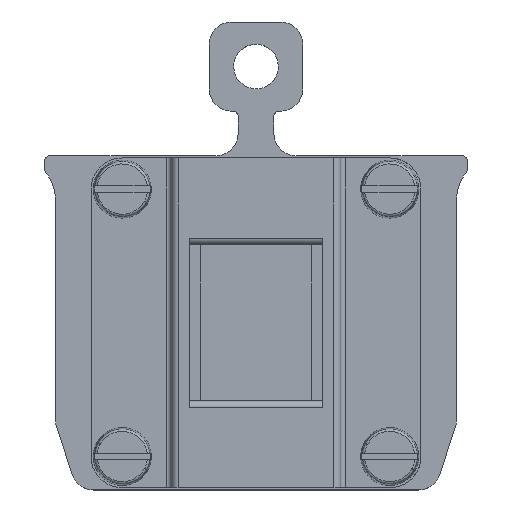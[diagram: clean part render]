
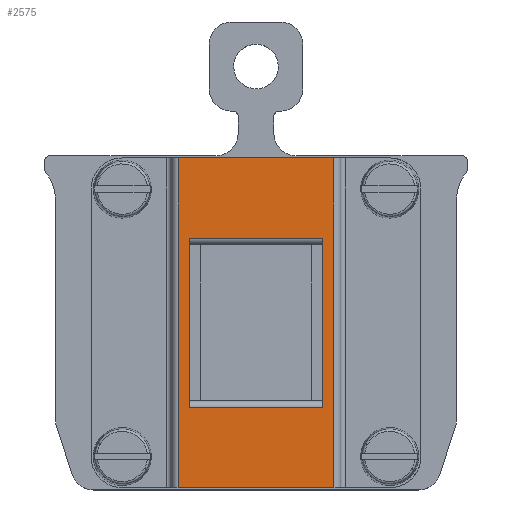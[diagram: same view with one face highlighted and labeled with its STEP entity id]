
A CAD part, top view. The second image highlights one B-rep face of the part: STEP entity #2575.
In plain terms, the highlighted planar face has unit normal (0, 0, 1).
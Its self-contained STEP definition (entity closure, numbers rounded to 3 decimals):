
#2556=AXIS2_PLACEMENT_3D('Plane Axis2P3D',#2553,#2554,#2555) ;
#2095=CARTESIAN_POINT('Vertex',(3.5,-7.4,0.1)) ;
#2126=CARTESIAN_POINT('Vertex',(3.5,7.4,0.1)) ;
#2174=CARTESIAN_POINT('Vertex',(-3.,3.8,0.1)) ;
#2230=CARTESIAN_POINT('Vertex',(3.,3.8,0.1)) ;
#2254=CARTESIAN_POINT('Vertex',(3.,-3.8,0.1)) ;
#2310=CARTESIAN_POINT('Vertex',(-3.,-3.8,0.1)) ;
#2335=CARTESIAN_POINT('Line Origine',(0.,3.8,0.1)) ;
#2352=CARTESIAN_POINT('Line Origine',(3.5,0.,0.1)) ;
#2374=CARTESIAN_POINT('Line Origine',(0.,-3.8,0.1)) ;
#2413=CARTESIAN_POINT('Line Origine',(0.,-7.4,0.1)) ;
#2417=CARTESIAN_POINT('Vertex',(-3.5,-7.4,0.1)) ;
#2444=CARTESIAN_POINT('Line Origine',(0.,7.4,0.1)) ;
#2448=CARTESIAN_POINT('Vertex',(-3.5,7.4,0.1)) ;
#2492=CARTESIAN_POINT('Line Origine',(-3.,0.,0.1)) ;
#2519=CARTESIAN_POINT('Line Origine',(3.,0.,0.1)) ;
#2553=CARTESIAN_POINT('Axis2P3D Location',(0.,0.,0.1)) ;
#2558=CARTESIAN_POINT('Line Origine',(-3.5,0.,0.1)) ;
#2336=DIRECTION('Vector Direction',(1.,0.,0.)) ;
#2353=DIRECTION('Vector Direction',(0.,1.,0.)) ;
#2375=DIRECTION('Vector Direction',(-1.,0.,0.)) ;
#2414=DIRECTION('Vector Direction',(1.,0.,0.)) ;
#2445=DIRECTION('Vector Direction',(1.,0.,0.)) ;
#2493=DIRECTION('Vector Direction',(0.,1.,0.)) ;
#2520=DIRECTION('Vector Direction',(0.,1.,0.)) ;
#2554=DIRECTION('Axis2P3D Direction',(0.,0.,1.)) ;
#2555=DIRECTION('Axis2P3D XDirection',(1.,0.,0.)) ;
#2559=DIRECTION('Vector Direction',(0.,1.,0.)) ;
#2337=VECTOR('Line Direction',#2336,1.) ;
#2354=VECTOR('Line Direction',#2353,1.) ;
#2376=VECTOR('Line Direction',#2375,1.) ;
#2415=VECTOR('Line Direction',#2414,1.) ;
#2446=VECTOR('Line Direction',#2445,1.) ;
#2494=VECTOR('Line Direction',#2493,1.) ;
#2521=VECTOR('Line Direction',#2520,1.) ;
#2560=VECTOR('Line Direction',#2559,1.) ;
#2564=ORIENTED_EDGE('',*,*,#2356,.T.) ;
#2565=ORIENTED_EDGE('',*,*,#2450,.F.) ;
#2566=ORIENTED_EDGE('',*,*,#2562,.F.) ;
#2567=ORIENTED_EDGE('',*,*,#2419,.T.) ;
#2570=ORIENTED_EDGE('',*,*,#2339,.T.) ;
#2571=ORIENTED_EDGE('',*,*,#2523,.F.) ;
#2572=ORIENTED_EDGE('',*,*,#2378,.F.) ;
#2573=ORIENTED_EDGE('',*,*,#2496,.T.) ;
#2574=FACE_BOUND('',#2569,.T.) ;
#2575=ADVANCED_FACE('Hauptk\X2\00F6\X0\rper',(#2568,#2574),#2557,.T.) ;
#2339=EDGE_CURVE('',#2175,#2231,#2338,.T.) ;
#2356=EDGE_CURVE('',#2096,#2127,#2355,.T.) ;
#2378=EDGE_CURVE('',#2311,#2255,#2377,.F.) ;
#2419=EDGE_CURVE('',#2418,#2096,#2416,.T.) ;
#2450=EDGE_CURVE('',#2449,#2127,#2447,.T.) ;
#2496=EDGE_CURVE('',#2311,#2175,#2495,.T.) ;
#2523=EDGE_CURVE('',#2255,#2231,#2522,.T.) ;
#2562=EDGE_CURVE('',#2418,#2449,#2561,.T.) ;
#2563=EDGE_LOOP('',(#2564,#2565,#2566,#2567)) ;
#2569=EDGE_LOOP('',(#2570,#2571,#2572,#2573)) ;
#2568=FACE_OUTER_BOUND('',#2563,.T.) ;
#2338=LINE('Line',#2335,#2337) ;
#2355=LINE('Line',#2352,#2354) ;
#2377=LINE('Line',#2374,#2376) ;
#2416=LINE('Line',#2413,#2415) ;
#2447=LINE('Line',#2444,#2446) ;
#2495=LINE('Line',#2492,#2494) ;
#2522=LINE('Line',#2519,#2521) ;
#2561=LINE('Line',#2558,#2560) ;
#2557=PLANE('',#2556) ;
#2096=VERTEX_POINT('',#2095) ;
#2127=VERTEX_POINT('',#2126) ;
#2175=VERTEX_POINT('',#2174) ;
#2231=VERTEX_POINT('',#2230) ;
#2255=VERTEX_POINT('',#2254) ;
#2311=VERTEX_POINT('',#2310) ;
#2418=VERTEX_POINT('',#2417) ;
#2449=VERTEX_POINT('',#2448) ;
